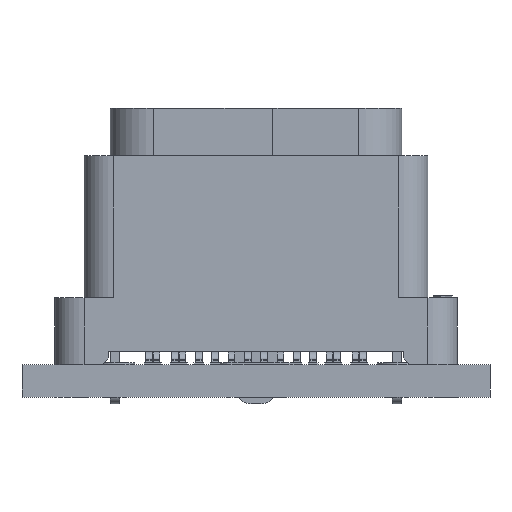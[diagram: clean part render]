
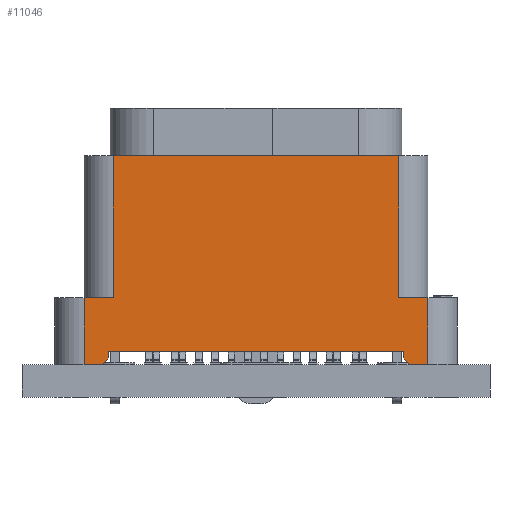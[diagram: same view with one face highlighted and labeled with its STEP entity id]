
A CAD part, front view. The second image highlights one B-rep face of the part: STEP entity #11046.
In plain terms, the highlighted face is planar.
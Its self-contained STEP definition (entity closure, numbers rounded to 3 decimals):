
#399=DIRECTION('',(0.,1.,0.));
#400=VECTOR('',#399,0.2);
#401=CARTESIAN_POINT('',(-4.52,6.65,2.38));
#402=LINE('',#401,#400);
#875=DIRECTION('',(0.,1.,0.));
#876=VECTOR('',#875,4.35);
#877=CARTESIAN_POINT('',(4.37,0.65,2.38));
#878=LINE('',#877,#876);
#883=DIRECTION('',(-1.,0.,0.));
#884=VECTOR('',#883,8.74);
#885=CARTESIAN_POINT('',(4.37,0.65,2.38));
#886=LINE('',#885,#884);
#887=DIRECTION('',(-1.,0.,0.));
#888=VECTOR('',#887,0.9);
#889=CARTESIAN_POINT('',(-4.37,5.,2.38));
#890=LINE('',#889,#888);
#891=DIRECTION('',(0.707,-0.707,0.));
#892=VECTOR('',#891,0.283);
#893=CARTESIAN_POINT('',(-4.72,7.05,2.38));
#894=LINE('',#893,#892);
#895=DIRECTION('',(1.,0.,0.));
#896=VECTOR('',#895,9.04);
#897=CARTESIAN_POINT('',(-4.52,6.65,2.38));
#898=LINE('',#897,#896);
#899=DIRECTION('',(0.,1.,0.));
#900=VECTOR('',#899,0.2);
#901=CARTESIAN_POINT('',(4.52,6.65,2.38));
#902=LINE('',#901,#900);
#903=DIRECTION('',(0.707,0.707,0.));
#904=VECTOR('',#903,0.283);
#905=CARTESIAN_POINT('',(4.52,6.85,2.38));
#906=LINE('',#905,#904);
#907=DIRECTION('',(-1.,0.,0.));
#908=VECTOR('',#907,0.9);
#909=CARTESIAN_POINT('',(5.27,5.,2.38));
#910=LINE('',#909,#908);
#915=DIRECTION('',(0.,-1.,0.));
#916=VECTOR('',#915,4.35);
#917=CARTESIAN_POINT('',(-4.37,5.,2.38));
#918=LINE('',#917,#916);
#1040=DIRECTION('',(-1.,0.,0.));
#1041=VECTOR('',#1040,0.55);
#1042=CARTESIAN_POINT('',(5.27,7.05,2.38));
#1043=LINE('',#1042,#1041);
#1044=DIRECTION('',(0.,1.,0.));
#1045=VECTOR('',#1044,2.05);
#1046=CARTESIAN_POINT('',(5.27,5.,2.38));
#1047=LINE('',#1046,#1045);
#7203=DIRECTION('',(-1.,0.,0.));
#7204=VECTOR('',#7203,0.55);
#7205=CARTESIAN_POINT('',(-4.72,7.05,2.38));
#7206=LINE('',#7205,#7204);
#7228=DIRECTION('',(0.,-1.,0.));
#7229=VECTOR('',#7228,2.05);
#7230=CARTESIAN_POINT('',(-5.27,7.05,2.38));
#7231=LINE('',#7230,#7229);
#7579=CARTESIAN_POINT('',(4.37,0.65,2.38));
#7581=VERTEX_POINT('',#7579);
#7587=CARTESIAN_POINT('',(-4.37,0.65,2.38));
#7588=VERTEX_POINT('',#7587);
#7657=CARTESIAN_POINT('',(-4.52,6.65,2.38));
#7659=VERTEX_POINT('',#7657);
#7661=CARTESIAN_POINT('',(-4.52,6.85,2.38));
#7662=VERTEX_POINT('',#7661);
#7687=CARTESIAN_POINT('',(4.72,7.05,2.38));
#7688=VERTEX_POINT('',#7687);
#7689=CARTESIAN_POINT('',(4.52,6.85,2.38));
#7690=VERTEX_POINT('',#7689);
#7695=CARTESIAN_POINT('',(5.27,7.05,2.38));
#7696=VERTEX_POINT('',#7695);
#7705=CARTESIAN_POINT('',(-4.72,7.05,2.38));
#7706=VERTEX_POINT('',#7705);
#7707=CARTESIAN_POINT('',(-5.27,7.05,2.38));
#7708=VERTEX_POINT('',#7707);
#7723=CARTESIAN_POINT('',(4.37,5.,2.38));
#7724=VERTEX_POINT('',#7723);
#7725=CARTESIAN_POINT('',(5.27,5.,2.38));
#7726=VERTEX_POINT('',#7725);
#7728=CARTESIAN_POINT('',(-5.27,5.,2.38));
#7730=VERTEX_POINT('',#7728);
#7731=CARTESIAN_POINT('',(-4.37,5.,2.38));
#7732=VERTEX_POINT('',#7731);
#7761=CARTESIAN_POINT('',(4.52,6.65,2.38));
#7762=VERTEX_POINT('',#7761);
#11015=CARTESIAN_POINT('',(-4.97,0.,2.38));
#11016=DIRECTION('',(0.,0.,1.));
#11017=DIRECTION('',(1.,0.,0.));
#11018=AXIS2_PLACEMENT_3D('',#11015,#11016,#11017);
#11019=PLANE('',#11018);
#11020=ORIENTED_EDGE('',*,*,#11006,.F.);
#11021=ORIENTED_EDGE('',*,*,#10985,.T.);
#11023=ORIENTED_EDGE('',*,*,#11022,.F.);
#11025=ORIENTED_EDGE('',*,*,#11024,.T.);
#11027=ORIENTED_EDGE('',*,*,#11026,.F.);
#11029=ORIENTED_EDGE('',*,*,#11028,.F.);
#11031=ORIENTED_EDGE('',*,*,#11030,.T.);
#11032=ORIENTED_EDGE('',*,*,#10430,.F.);
#11034=ORIENTED_EDGE('',*,*,#11033,.T.);
#11035=ORIENTED_EDGE('',*,*,#10546,.T.);
#11037=ORIENTED_EDGE('',*,*,#11036,.T.);
#11039=ORIENTED_EDGE('',*,*,#11038,.F.);
#11041=ORIENTED_EDGE('',*,*,#11040,.F.);
#11043=ORIENTED_EDGE('',*,*,#11042,.T.);
#11044=EDGE_LOOP('',(#11020,#11021,#11023,#11025,#11027,#11029,#11031,#11032,
#11034,#11035,#11037,#11039,#11041,#11043));
#11045=FACE_OUTER_BOUND('',#11044,.F.);
#11046=ADVANCED_FACE('',(#11045),#11019,.T.);
#10430=EDGE_CURVE('',#7659,#7662,#402,.T.);
#10546=EDGE_CURVE('',#7762,#7690,#902,.T.);
#10985=EDGE_CURVE('',#7581,#7588,#886,.T.);
#11006=EDGE_CURVE('',#7581,#7724,#878,.T.);
#11022=EDGE_CURVE('',#7732,#7588,#918,.T.);
#11024=EDGE_CURVE('',#7732,#7730,#890,.T.);
#11026=EDGE_CURVE('',#7708,#7730,#7231,.T.);
#11028=EDGE_CURVE('',#7706,#7708,#7206,.T.);
#11030=EDGE_CURVE('',#7706,#7662,#894,.T.);
#11033=EDGE_CURVE('',#7659,#7762,#898,.T.);
#11036=EDGE_CURVE('',#7690,#7688,#906,.T.);
#11038=EDGE_CURVE('',#7696,#7688,#1043,.T.);
#11040=EDGE_CURVE('',#7726,#7696,#1047,.T.);
#11042=EDGE_CURVE('',#7726,#7724,#910,.T.);
